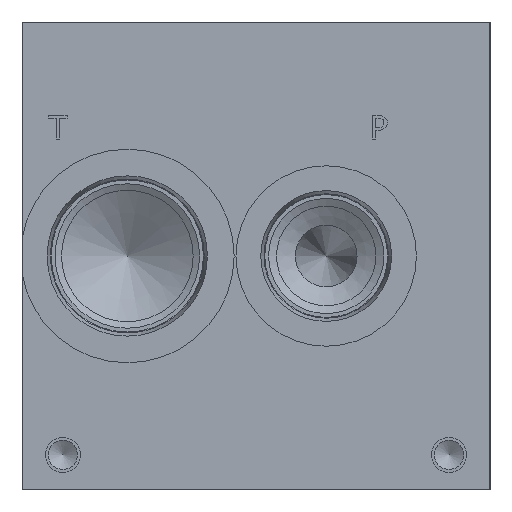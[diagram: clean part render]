
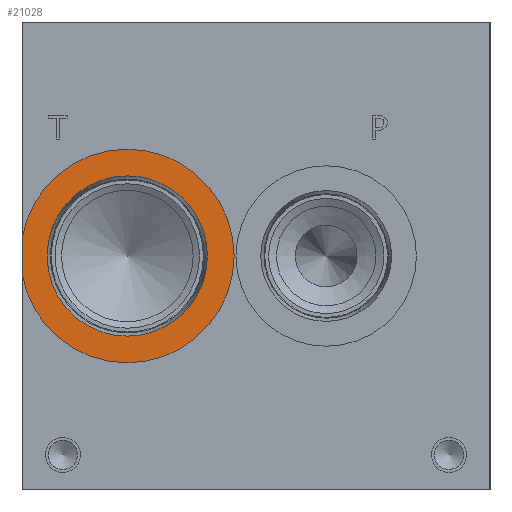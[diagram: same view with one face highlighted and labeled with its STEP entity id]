
A CAD part, left-side view. The second image highlights one B-rep face of the part: STEP entity #21028.
In plain terms, the highlighted planar face has unit normal (-1, 0, 0).
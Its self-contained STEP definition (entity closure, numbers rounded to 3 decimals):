
#486=CIRCLE('',#22046,28.981);
#487=CIRCLE('',#22047,21.755);
#488=CIRCLE('',#22048,21.755);
#1235=FACE_BOUND('',#4004,.T.);
#2769=FACE_OUTER_BOUND('',#4003,.T.);
#4003=EDGE_LOOP('',(#17056,#17057));
#4004=EDGE_LOOP('',(#17058,#17059));
#5971=LINE('',#35222,#7749);
#7749=VECTOR('',#25718,10.);
#9440=VERTEX_POINT('',#35220);
#9441=VERTEX_POINT('',#35221);
#9442=VERTEX_POINT('',#35224);
#9443=VERTEX_POINT('',#35225);
#12154=EDGE_CURVE('',#9440,#9441,#5971,.T.);
#12155=EDGE_CURVE('',#9441,#9440,#486,.T.);
#12156=EDGE_CURVE('',#9442,#9443,#487,.T.);
#12157=EDGE_CURVE('',#9443,#9442,#488,.T.);
#17056=ORIENTED_EDGE('',*,*,#12154,.F.);
#17057=ORIENTED_EDGE('',*,*,#12155,.F.);
#17058=ORIENTED_EDGE('',*,*,#12156,.T.);
#17059=ORIENTED_EDGE('',*,*,#12157,.T.);
#19585=PLANE('',#22045);
#21028=ADVANCED_FACE('',(#2769,#1235),#19585,.F.);
#22045=AXIS2_PLACEMENT_3D('',#35219,#25716,#25717);
#22046=AXIS2_PLACEMENT_3D('',#35223,#25719,#25720);
#22047=AXIS2_PLACEMENT_3D('',#35226,#25721,#25722);
#22048=AXIS2_PLACEMENT_3D('',#35227,#25723,#25724);
#25716=DIRECTION('center_axis',(1.,0.,0.));
#25717=DIRECTION('ref_axis',(0.,0.,-1.));
#25718=DIRECTION('',(0.,0.,1.));
#25719=DIRECTION('center_axis',(1.,0.,0.));
#25720=DIRECTION('ref_axis',(0.,0.,-1.));
#25721=DIRECTION('center_axis',(1.,0.,0.));
#25722=DIRECTION('ref_axis',(0.,0.,-1.));
#25723=DIRECTION('center_axis',(1.,0.,0.));
#25724=DIRECTION('ref_axis',(0.,0.,-1.));
#35219=CARTESIAN_POINT('Origin',(0.787,98.425,85.255));
#35220=CARTESIAN_POINT('',(0.787,127.,58.664));
#35221=CARTESIAN_POINT('',(0.787,127.,68.336));
#35222=CARTESIAN_POINT('',(0.787,127.,42.628));
#35223=CARTESIAN_POINT('Origin',(0.787,98.425,63.5));
#35224=CARTESIAN_POINT('',(0.787,98.425,85.255));
#35225=CARTESIAN_POINT('',(0.787,98.425,41.745));
#35226=CARTESIAN_POINT('Origin',(0.787,98.425,63.5));
#35227=CARTESIAN_POINT('Origin',(0.787,98.425,63.5));
